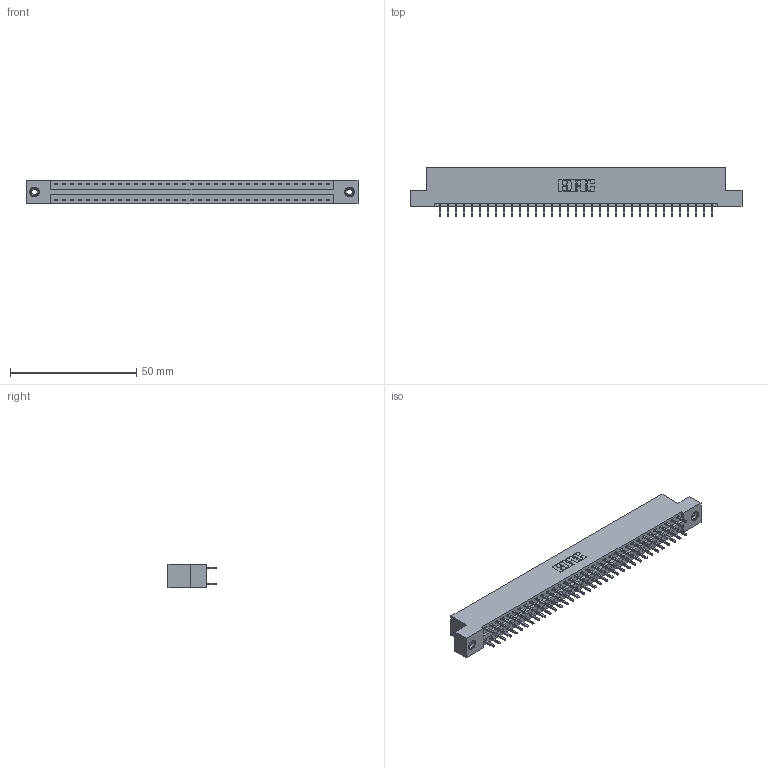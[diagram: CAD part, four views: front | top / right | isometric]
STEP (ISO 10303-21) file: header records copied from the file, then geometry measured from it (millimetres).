
FILE_DESCRIPTION (( 'STEP AP203' ), '1' );
FILE_NAME ('346-070-521-208.STEP', '2022-05-24T20:57:19', ( '' ), ( '' ), 'SwSTEP 2.0', 'SolidWorks 2020', '' );
FILE_SCHEMA (( 'CONFIG_CONTROL_DESIGN' ));
Length unit declared in the file: inch
Products named in the file (4): 346-070-521-208; 346 Part_Flush Mounting Lugs - 0.156 Dia-TI; 345-292-001_345-293-121; 345-250-001_345-250-003-102
Assembly tree (73 placements, depth 2):
  346-070-521-208
    346 Part_Flush Mounting Lugs - 0.156 Dia-TI
    345-292-001_345-293-121  x70
    345-250-001_345-250-003-102  x2
Bounding box: 131.7 x 19.05 x 9.4 mm (x, y, z)
Volume: 12752.8 mm3; surface area: 17247.2 mm2
Topology: 73 solids, 73 shells, 3822 faces, 11315 edges, 7442 vertices
Faces by surface type: plane 2558, cylinder 1248, cone 12, torus 4
Entity records: 24988 total; most frequent: CARTESIAN_POINT 4111, ORIENTED_EDGE 4038, DIRECTION 3701, EDGE_CURVE 2019, LINE 1727, VECTOR 1727, VERTEX_POINT 1340, AXIS2_PLACEMENT_3D 987
